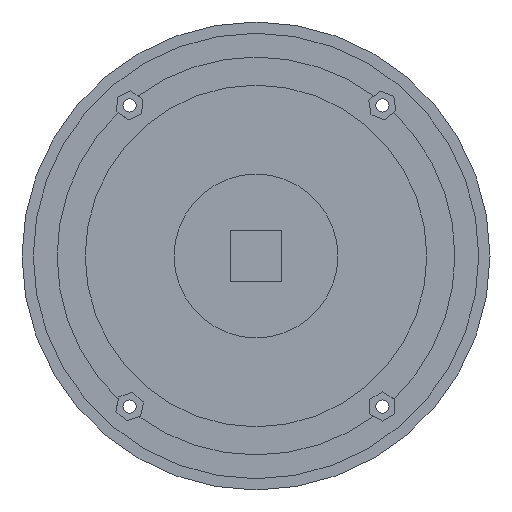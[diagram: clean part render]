
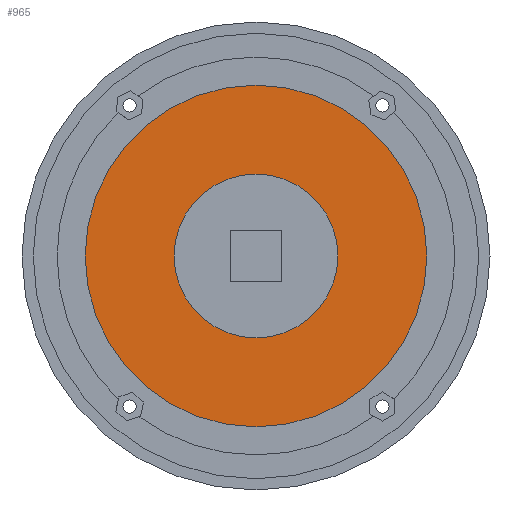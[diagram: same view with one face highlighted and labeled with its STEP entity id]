
A CAD part, front view. The second image highlights one B-rep face of the part: STEP entity #965.
In plain terms, the highlighted planar face has unit normal (0, -1, 0).
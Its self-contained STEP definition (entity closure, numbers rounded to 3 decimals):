
#28=FACE_BOUND('',#175,.T.);
#66=PLANE('',#1051);
#114=FACE_OUTER_BOUND('',#174,.T.);
#174=EDGE_LOOP('',(#863));
#175=EDGE_LOOP('',(#864));
#421=CIRCLE('',#1050,17.5);
#422=CIRCLE('',#1052,36.5);
#509=VERTEX_POINT('',#1579);
#510=VERTEX_POINT('',#1583);
#638=EDGE_CURVE('',#509,#509,#421,.T.);
#639=EDGE_CURVE('',#510,#510,#422,.T.);
#863=ORIENTED_EDGE('',*,*,#639,.T.);
#864=ORIENTED_EDGE('',*,*,#638,.T.);
#965=ADVANCED_FACE('',(#114,#28),#66,.F.);
#1050=AXIS2_PLACEMENT_3D('',#1581,#1297,#1298);
#1051=AXIS2_PLACEMENT_3D('',#1582,#1299,#1300);
#1052=AXIS2_PLACEMENT_3D('',#1584,#1301,#1302);
#1297=DIRECTION('center_axis',(0.,1.,0.));
#1298=DIRECTION('ref_axis',(1.,0.,0.));
#1299=DIRECTION('center_axis',(0.,1.,0.));
#1300=DIRECTION('ref_axis',(-1.,0.,0.));
#1301=DIRECTION('center_axis',(0.,-1.,0.));
#1302=DIRECTION('ref_axis',(1.,0.,0.));
#1579=CARTESIAN_POINT('',(-17.586,152.64,136.344));
#1581=CARTESIAN_POINT('Origin',(-0.086,152.64,136.344));
#1582=CARTESIAN_POINT('Origin',(-1.5,152.64,141.14));
#1583=CARTESIAN_POINT('',(-36.586,152.64,136.344));
#1584=CARTESIAN_POINT('Origin',(-0.086,152.64,136.344));
